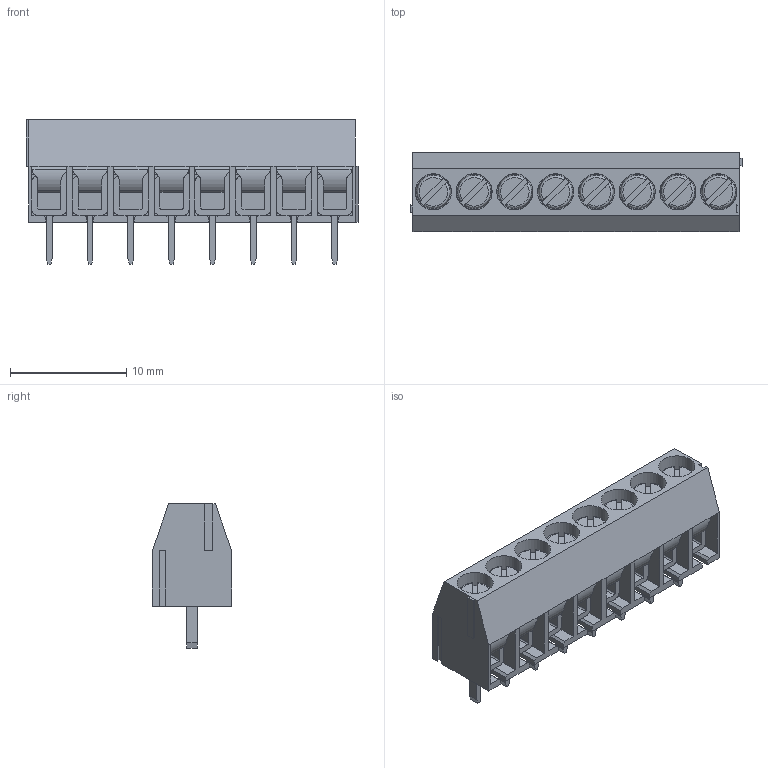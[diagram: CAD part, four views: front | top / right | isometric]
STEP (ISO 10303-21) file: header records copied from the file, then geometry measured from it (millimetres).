
FILE_DESCRIPTION(('FreeCAD Model'),'2;1');
FILE_NAME('Open CASCADE Shape Model','2023-02-18T22:12:02',( 'kicad StepUp'),('ksu MCAD'),'Open CASCADE STEP processor 7.6', 'FreeCAD','Unknown');
FILE_SCHEMA(('AUTOMOTIVE_DESIGN { 1 0 10303 214 1 1 1 1 }'));
Length unit declared in the file: millimetre
Products named in the file (29): PCB_Terminal_Block_8-P3.5; Body103; Body104; Body105; M1.6x4-Screw007; Body106; Body107; Body108; Body109; Body110; Body111; Body112; Body113; Body114; Body115; Body116; Body117; Body118; Body119; Body120; Body121; Body122; Body123; Body124; Body125; Body126; Body127; Body128; Body129
Assembly tree (28 placements, depth 2):
  PCB_Terminal_Block_8-P3.5
    Body103
    Body104
    Body105
    M1.6x4-Screw007
    Body106
    Body107
    Body108
    Body109
    Body110
    Body111
    Body112
    Body113
    Body114
    Body115
    Body116
    Body117
    Body118
    Body119
    Body120
    Body121
    Body122
    Body123
    Body124
    Body125
    Body126
    Body127
    Body128
    Body129
Bounding box: 28.5 x 6.8 x 12.4 mm (x, y, z)
Volume: 1194.9 mm3; surface area: 3836.7 mm2
Topology: 28 solids, 28 shells, 840 faces, 2273 edges, 1487 vertices
Faces by surface type: plane 554, cylinder 250, revolution 27, cone 9
Full cylindrical faces by diameter (mm): 1.25 x18, 1.6 x9, 1.8 x9, 2.1 x8, 3.1 x8
Entity records: 28454 total; most frequent: CARTESIAN_POINT 6078, ORIENTED_EDGE 4548, DIRECTION 4466, EDGE_CURVE 2273, LINE 1557, VECTOR 1557, VERTEX_POINT 1487, AXIS2_PLACEMENT_3D 1441
